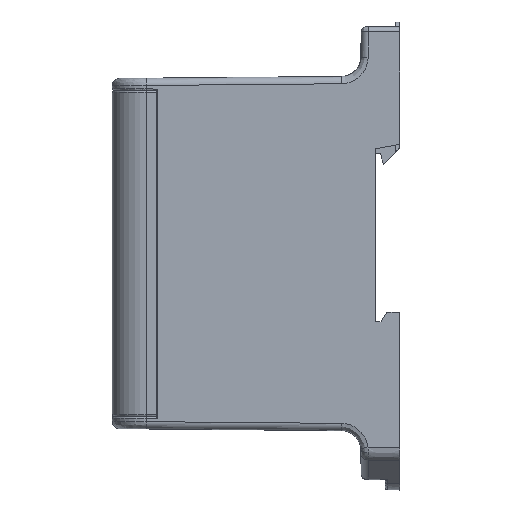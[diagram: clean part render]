
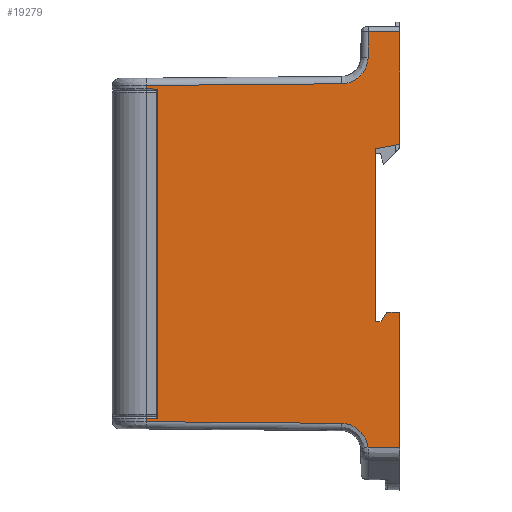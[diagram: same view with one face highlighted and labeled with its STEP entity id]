
A CAD part, left-side view. The second image highlights one B-rep face of the part: STEP entity #19279.
In plain terms, the highlighted planar face has unit normal (-1, 0.009, 0).
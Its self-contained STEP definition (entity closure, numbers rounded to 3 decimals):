
#2098=CARTESIAN_POINT('',(-14.317,40.103,
-33.747));
#2122=DIRECTION('',(0.,0.,1.));
#2123=VECTOR('',#2122,67.495);
#2124=CARTESIAN_POINT('',(-14.317,40.103,
-33.747));
#2125=LINE('',#2124,#2123);
#2134=CARTESIAN_POINT('',(-14.317,40.103,33.747));
#2170=DIRECTION('',(-0.009,-1.,-0.009));
#2171=VECTOR('',#2170,2.359);
#2172=CARTESIAN_POINT('',(-14.297,42.461,33.768));
#2173=LINE('',#2172,#2171);
#2186=CARTESIAN_POINT('',(-14.297,42.461,33.768));
#4356=CARTESIAN_POINT('',(-14.297,42.461,
-33.768));
#4363=DIRECTION('',(0.009,1.,-0.009));
#4364=VECTOR('',#4363,2.359);
#4365=CARTESIAN_POINT('',(-14.317,40.103,
-33.747));
#4366=LINE('',#4365,#4364);
#4376=DIRECTION('',(0.,0.,-1.));
#4377=VECTOR('',#4376,23.118);
#4378=CARTESIAN_POINT('',(-14.75,-9.5,45.5));
#4379=LINE('',#4378,#4377);
#4380=DIRECTION('',(-0.009,-0.985,0.174));
#4381=VECTOR('',#4380,5.077);
#4382=CARTESIAN_POINT('',(-14.706,-4.5,21.5));
#4383=LINE('',#4382,#4381);
#4384=DIRECTION('',(0.,0.,1.));
#4385=VECTOR('',#4384,35.5);
#4386=CARTESIAN_POINT('',(-14.706,-4.5,-14.));
#4387=LINE('',#4386,#4385);
#4388=DIRECTION('',(0.009,1.,0.));
#4389=VECTOR('',#4388,1.2);
#4390=CARTESIAN_POINT('',(-14.717,-5.7,-14.));
#4391=LINE('',#4390,#4389);
#4392=DIRECTION('',(0.004,0.5,-0.866));
#4393=VECTOR('',#4392,2.309);
#4394=CARTESIAN_POINT('',(-14.727,-6.855,-12.));
#4395=LINE('',#4394,#4393);
#4396=DIRECTION('',(0.009,1.,0.));
#4397=VECTOR('',#4396,2.645);
#4398=CARTESIAN_POINT('',(-14.75,-9.5,-12.));
#4399=LINE('',#4398,#4397);
#4400=DIRECTION('',(0.,0.,-1.));
#4401=VECTOR('',#4400,27.799);
#4402=CARTESIAN_POINT('',(-14.75,-9.5,-12.));
#4403=LINE('',#4402,#4401);
#4408=DIRECTION('',(0.,0.,-1.));
#4409=VECTOR('',#4408,0.714);
#4410=CARTESIAN_POINT('',(-14.297,42.461,34.482));
#4411=LINE('',#4410,#4409);
#4434=CARTESIAN_POINT('',(-14.297,42.461,34.482));
#4445=DIRECTION('',(-0.009,-1.,0.009));
#4446=VECTOR('',#4445,40.063);
#4447=CARTESIAN_POINT('',(-14.297,42.461,34.482));
#4448=LINE('',#4447,#4446);
#4466=CARTESIAN_POINT('',(-14.646,2.401,34.832));
#4467=CARTESIAN_POINT('',(-14.649,2.071,34.835));
#4468=CARTESIAN_POINT('',(-14.655,1.409,34.898));
#4469=CARTESIAN_POINT('',(-14.664,0.38,
35.197));
#4470=CARTESIAN_POINT('',(-14.672,-0.598,
35.708));
#4471=CARTESIAN_POINT('',(-14.68,-1.467,
36.415));
#4472=CARTESIAN_POINT('',(-14.686,-2.174,
37.284));
#4473=CARTESIAN_POINT('',(-14.691,-2.685,
38.262));
#4474=CARTESIAN_POINT('',(-14.693,-2.984,
39.291));
#4475=CARTESIAN_POINT('',(-14.694,-3.048,
39.954));
#4476=CARTESIAN_POINT('',(-14.694,-3.051,
40.283));
#4491=DIRECTION('',(0.,-0.009,1.));
#4492=VECTOR('',#4491,5.217);
#4493=CARTESIAN_POINT('',(-14.694,-3.051,
40.283));
#4494=LINE('',#4493,#4492);
#4521=CARTESIAN_POINT('',(-14.694,-3.096,45.5));
#6767=CARTESIAN_POINT('',(-14.75,-9.5,45.5));
#6769=DIRECTION('',(-0.009,-1.,0.));
#6770=VECTOR('',#6769,6.404);
#6771=CARTESIAN_POINT('',(-14.694,-3.096,45.5));
#6772=LINE('',#6771,#6770);
#7265=CARTESIAN_POINT('',(-14.297,42.461,
-34.482));
#7282=DIRECTION('',(0.,0.,-1.));
#7283=VECTOR('',#7282,0.714);
#7284=CARTESIAN_POINT('',(-14.297,42.461,
-33.768));
#7285=LINE('',#7284,#7283);
#7294=DIRECTION('',(0.009,1.,0.009));
#7295=VECTOR('',#7294,40.063);
#7296=CARTESIAN_POINT('',(-14.646,2.401,
-34.832));
#7297=LINE('',#7296,#7295);
#7314=CARTESIAN_POINT('',(-14.693,-3.025,
-39.799));
#7315=CARTESIAN_POINT('',(-14.693,-2.988,
-39.419));
#7316=CARTESIAN_POINT('',(-14.692,-2.839,
-38.678));
#7317=CARTESIAN_POINT('',(-14.688,-2.373,
-37.6));
#7318=CARTESIAN_POINT('',(-14.682,-1.685,
-36.64));
#7319=CARTESIAN_POINT('',(-14.674,-0.801,
-35.842));
#7320=CARTESIAN_POINT('',(-14.665,0.225,
-35.256));
#7321=CARTESIAN_POINT('',(-14.656,1.327,
-34.909));
#7322=CARTESIAN_POINT('',(-14.649,2.042,
-34.835));
#7323=CARTESIAN_POINT('',(-14.646,2.401,
-34.832));
#7359=DIRECTION('',(-0.009,-1.,0.));
#7360=VECTOR('',#7359,6.475);
#7361=CARTESIAN_POINT('',(-14.693,-3.025,
-39.799));
#7362=LINE('',#7361,#7360);
#9969=CARTESIAN_POINT('',(-14.706,-4.5,-14.));
#9970=CARTESIAN_POINT('',(-14.706,-4.5,21.5));
#9971=VERTEX_POINT('',#9969);
#9972=VERTEX_POINT('',#9970);
#9973=CARTESIAN_POINT('',(-14.75,-9.5,22.382));
#9974=VERTEX_POINT('',#9973);
#9993=CARTESIAN_POINT('',(-14.75,-9.5,-12.));
#9994=CARTESIAN_POINT('',(-14.75,-9.5,-39.799));
#9995=VERTEX_POINT('',#9993);
#9996=VERTEX_POINT('',#9994);
#9997=CARTESIAN_POINT('',(-14.727,-6.855,-12.));
#9998=VERTEX_POINT('',#9997);
#9999=CARTESIAN_POINT('',(-14.717,-5.7,-14.));
#10000=VERTEX_POINT('',#9999);
#11183=VERTEX_POINT('',#6767);
#11201=VERTEX_POINT('',#7265);
#11207=CARTESIAN_POINT('',(-14.646,2.401,
-34.832));
#11208=VERTEX_POINT('',#11207);
#11210=VERTEX_POINT('',#7314);
#11265=VERTEX_POINT('',#4434);
#11268=CARTESIAN_POINT('',(-14.646,2.401,
34.832));
#11269=VERTEX_POINT('',#11268);
#11271=VERTEX_POINT('',#4476);
#11278=VERTEX_POINT('',#4521);
#11623=VERTEX_POINT('',#4356);
#11650=VERTEX_POINT('',#2186);
#11761=VERTEX_POINT('',#2098);
#11781=VERTEX_POINT('',#2134);
#19237=CARTESIAN_POINT('',(-14.75,-9.5,-41.186));
#19238=DIRECTION('',(-1.,0.009,0.));
#19239=DIRECTION('',(0.,0.,1.));
#19240=AXIS2_PLACEMENT_3D('',#19237,#19238,#19239);
#19241=PLANE('',#19240);
#19242=ORIENTED_EDGE('',*,*,#15071,.T.);
#19243=ORIENTED_EDGE('',*,*,#15183,.F.);
#19245=ORIENTED_EDGE('',*,*,#19244,.F.);
#19247=ORIENTED_EDGE('',*,*,#19246,.T.);
#19249=ORIENTED_EDGE('',*,*,#19248,.T.);
#19251=ORIENTED_EDGE('',*,*,#19250,.T.);
#19253=ORIENTED_EDGE('',*,*,#19252,.T.);
#19255=ORIENTED_EDGE('',*,*,#19254,.T.);
#19257=ORIENTED_EDGE('',*,*,#19256,.F.);
#19259=ORIENTED_EDGE('',*,*,#19258,.F.);
#19261=ORIENTED_EDGE('',*,*,#19260,.F.);
#19263=ORIENTED_EDGE('',*,*,#19262,.F.);
#19265=ORIENTED_EDGE('',*,*,#19264,.F.);
#19267=ORIENTED_EDGE('',*,*,#19266,.T.);
#19269=ORIENTED_EDGE('',*,*,#19268,.F.);
#19271=ORIENTED_EDGE('',*,*,#19270,.T.);
#19273=ORIENTED_EDGE('',*,*,#19272,.T.);
#19275=ORIENTED_EDGE('',*,*,#19274,.F.);
#19276=ORIENTED_EDGE('',*,*,#19230,.F.);
#19277=EDGE_LOOP('',(#19242,#19243,#19245,#19247,#19249,#19251,#19253,#19255,
#19257,#19259,#19261,#19263,#19265,#19267,#19269,#19271,#19273,#19275,#19276));
#19278=FACE_OUTER_BOUND('',#19277,.F.);
#19279=ADVANCED_FACE('',(#19278),#19241,.T.);
#4477=B_SPLINE_CURVE_WITH_KNOTS('',3,(#4466,#4467,#4468,#4469,#4470,#4471,#4472,
#4473,#4474,#4475,#4476),.UNSPECIFIED.,.F.,.F.,(4,1,1,1,1,1,1,1,4),(0.,
0.125,0.25,0.375,0.5,0.625,0.75,0.875,1.),.UNSPECIFIED.);
#7324=B_SPLINE_CURVE_WITH_KNOTS('',3,(#7314,#7315,#7316,#7317,#7318,#7319,#7320,
#7321,#7322,#7323),.UNSPECIFIED.,.F.,.F.,(4,1,1,1,1,1,1,4),(0.,
0.143,0.286,0.429,0.571,
0.714,0.857,1.),.UNSPECIFIED.);
#15071=EDGE_CURVE('',#11761,#11781,#2125,.T.);
#15183=EDGE_CURVE('',#11650,#11781,#2173,.T.);
#19230=EDGE_CURVE('',#11761,#11623,#4366,.T.);
#19244=EDGE_CURVE('',#11265,#11650,#4411,.T.);
#19246=EDGE_CURVE('',#11265,#11269,#4448,.T.);
#19248=EDGE_CURVE('',#11269,#11271,#4477,.T.);
#19250=EDGE_CURVE('',#11271,#11278,#4494,.T.);
#19252=EDGE_CURVE('',#11278,#11183,#6772,.T.);
#19254=EDGE_CURVE('',#11183,#9974,#4379,.T.);
#19256=EDGE_CURVE('',#9972,#9974,#4383,.T.);
#19258=EDGE_CURVE('',#9971,#9972,#4387,.T.);
#19260=EDGE_CURVE('',#10000,#9971,#4391,.T.);
#19262=EDGE_CURVE('',#9998,#10000,#4395,.T.);
#19264=EDGE_CURVE('',#9995,#9998,#4399,.T.);
#19266=EDGE_CURVE('',#9995,#9996,#4403,.T.);
#19268=EDGE_CURVE('',#11210,#9996,#7362,.T.);
#19270=EDGE_CURVE('',#11210,#11208,#7324,.T.);
#19272=EDGE_CURVE('',#11208,#11201,#7297,.T.);
#19274=EDGE_CURVE('',#11623,#11201,#7285,.T.);
